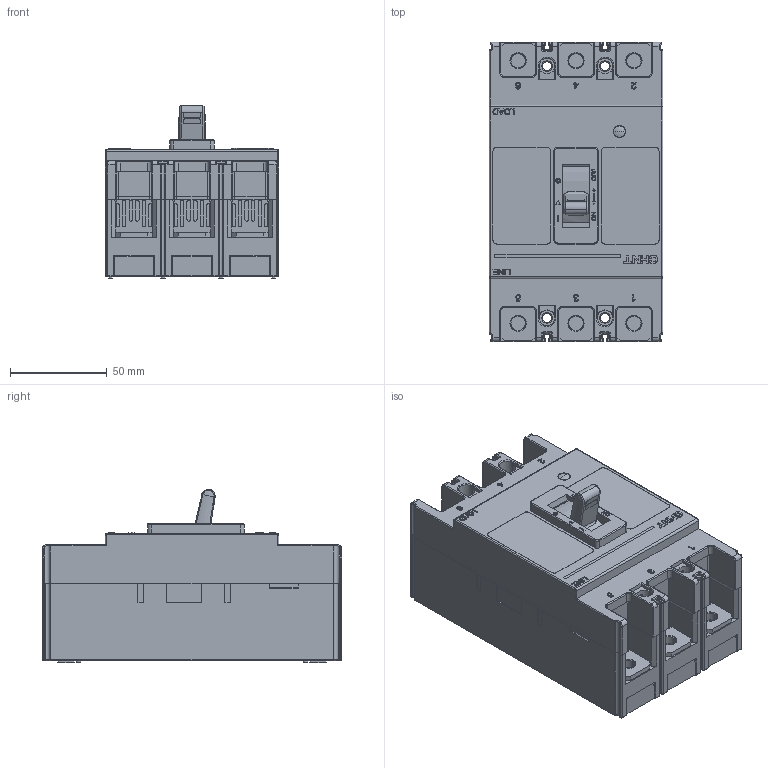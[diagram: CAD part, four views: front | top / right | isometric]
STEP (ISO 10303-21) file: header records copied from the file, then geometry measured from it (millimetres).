
FILE_DESCRIPTION((''),'2;1');
FILE_NAME('SHICHANGBU-S3P_ASM_ASM','2019-04-10T',('yszhen'),(''),'PRO/ENGINEER BY PARAMETRIC TECHNOLOGY CORPORATION, 2007090','PRO/ENGINEER BY PARAMETRIC TECHNOLOGY CORPORATION, 2007090','');
FILE_SCHEMA(('CONFIG_CONTROL_DESIGN'));
Length unit declared in the file: millimetre
Products named in the file (34): 8ZTD024938_85; 8ZTD421198_AF1_5; 8ZTD420560_AF1_3; M3X8_GB71TIAOJIE_AF0_4; M3_6170_AF2_4; 8ZTD5851426_AF1_7; M3X8_GB78_AF1_3; DIANCIXITONG_ASM_9_ASM; 8ZTD5851428_7; 8ZTD595143_1; 5ZTD550XXX_ASM_7_ASM; 8ZTD7422116_7; 8ZTD7422117_9; 8ZTD7422118_5; M3X12_GB823__4; D3_GB9074_26__5; D3_GB9074_24__5; M3X8_ASM_4_ASM; M8X16-ZUHE_ASM_3_ASM; 8ZTD-150-009_4; 8ZTD7422120_10; M3-5X8_GB823__3; M3-5X8_ASM_3_ASM; 8ZTD3151411_64; M3-5X20_GB823__4; M3-5X20_ASM_5_ASM; 8ZTD-253-790_8; 8ZTD743044_18; MANIFOLD_SOLID_BREP_130509; MANIFOLD_SOLID_BREP_130758; MANIFOLD_SOLID_BREP_131007; 8ZTD253818_1_ASM; S3P_ASM_47_ASM; SHICHANGBU-S3P_ASM_ASM
Assembly tree (76 placements, depth 4):
  SHICHANGBU-S3P_ASM_ASM
    S3P_ASM_47_ASM
      8ZTD024938_85
      DIANCIXITONG_ASM_9_ASM  x3
        8ZTD421198_AF1_5
        8ZTD420560_AF1_3
        M3X8_GB71TIAOJIE_AF0_4
        M3_6170_AF2_4
        8ZTD5851426_AF1_7
        M3X8_GB78_AF1_3
      5ZTD550XXX_ASM_7_ASM  x3
        8ZTD5851428_7
        8ZTD595143_1
      8ZTD7422116_7  x3
      8ZTD7422117_9  x3
      8ZTD7422118_5  x3
      M3X8_ASM_4_ASM  x14
        M3X12_GB823__4
        D3_GB9074_26__5
        D3_GB9074_24__5
      M8X16-ZUHE_ASM_3_ASM  x6
      8ZTD-150-009_4  x2
      8ZTD7422120_10
      M3-5X8_ASM_3_ASM  x3
        M3-5X8_GB823__3
        D3_GB9074_26__5
        D3_GB9074_24__5
      8ZTD3151411_64
      M3-5X20_ASM_5_ASM  x4
        M3-5X20_GB823__4
        D3_GB9074_26__5
        D3_GB9074_24__5
      8ZTD-253-790_8
      8ZTD743044_18  x6
      8ZTD253818_1_ASM
        MANIFOLD_SOLID_BREP_130509
        MANIFOLD_SOLID_BREP_130758
        MANIFOLD_SOLID_BREP_131007
Bounding box: 90 x 155 x 89.83 mm (x, y, z)
Volume: 741961.8 mm3; surface area: 206462.5 mm2
Topology: 95 solids, 214 shells, 5519 faces, 14885 edges, 9752 vertices
Faces by surface type: plane 3558, cylinder 1369, extrusion 171, cone 136, torus 129, sphere 87, bspline 69
Entity records: 132947 total; most frequent: CARTESIAN_POINT 27849, ORIENTED_EDGE 22119, DIRECTION 21023, EDGE_CURVE 11091, VECTOR 8179, LINE 8008, VERTEX_POINT 7257, AXIS2_PLACEMENT_3D 6422
